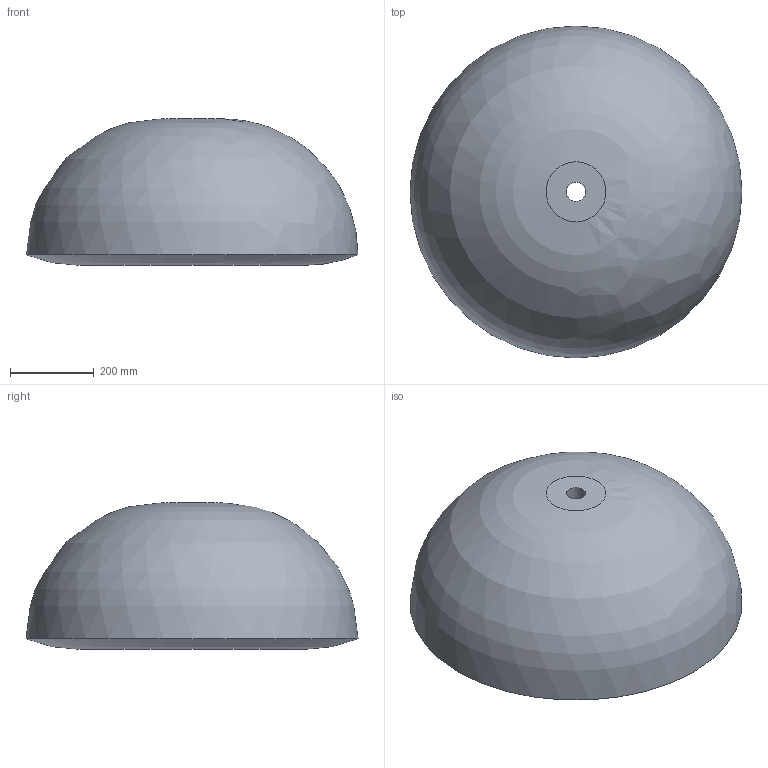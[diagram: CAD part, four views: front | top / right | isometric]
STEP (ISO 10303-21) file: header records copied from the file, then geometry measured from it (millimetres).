
FILE_DESCRIPTION(/* description */ (''),/* implementation_level */ '2;1');
FILE_NAME(/* name */ 'ABIZO BODY 2.step',/* time_stamp */ '2020-08-09T03:11:49+03:00',/* author */ (''),/* organization */ (''),/* preprocessor_version */ 'ST-DEVELOPER v18',/* originating_system */ 'Autodesk Translation Framework v8.12.0.6',/* authorisation */ '');
FILE_SCHEMA (('AUTOMOTIVE_DESIGN { 1 0 10303 214 3 1 1 }'));
Length unit declared in the file: millimetre
Products named in the file (1): dome the head
Bounding box: 793.3 x 793.3 x 350 mm (x, y, z)
Volume: 123886214.6 mm3; surface area: 1458553 mm2
Topology: 1 solids, 1 shells, 5 faces, 10 edges, 7 vertices
Faces by surface type: bspline 2, plane 2, cylinder 1
Full cylindrical faces by diameter (mm): 46 x1
Entity records: 222 total; most frequent: CARTESIAN_POINT 75, DIRECTION 27, ORIENTED_EDGE 20, AXIS2_PLACEMENT_3D 13, EDGE_CURVE 10, CIRCLE 9, EDGE_LOOP 7, VERTEX_POINT 7
